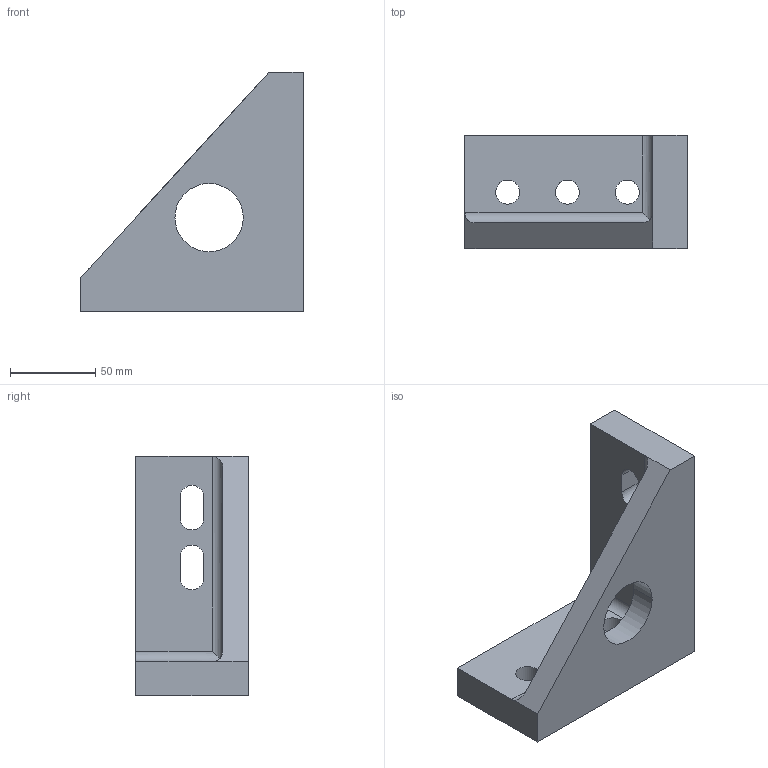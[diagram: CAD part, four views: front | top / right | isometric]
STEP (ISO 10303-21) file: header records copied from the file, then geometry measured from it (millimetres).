
FILE_DESCRIPTION(('STEP AP214'),'1');
FILE_NAME(' ',' ',('TraceParts'),('TraceParts S.A.'),'XStep 1.0',' ',' ');
FILE_SCHEMA(('automotive_design'));
Length unit declared in the file: millimetre
Products named in the file (1): 1
Bounding box: 130 x 66 x 140 mm (x, y, z)
Volume: 390137.2 mm3; surface area: 59652.9 mm2
Topology: 1 solids, 1 shells, 29 faces, 79 edges, 52 vertices
Faces by surface type: cylinder 15, plane 14
Entity records: 1862 total; most frequent: DIRECTION 169, STYLED_ITEM 161, PRESENTATION_STYLE_ASSIGNMENT 161, CARTESIAN_POINT 161, COLOUR_RGB 161, ORIENTED_EDGE 158, EDGE_CURVE 79, CURVE_STYLE 79
